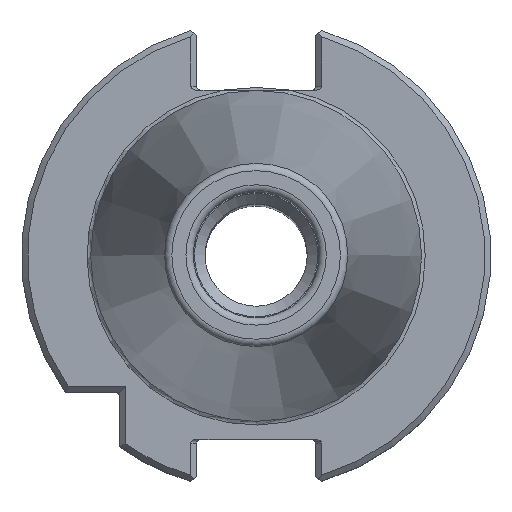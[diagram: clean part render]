
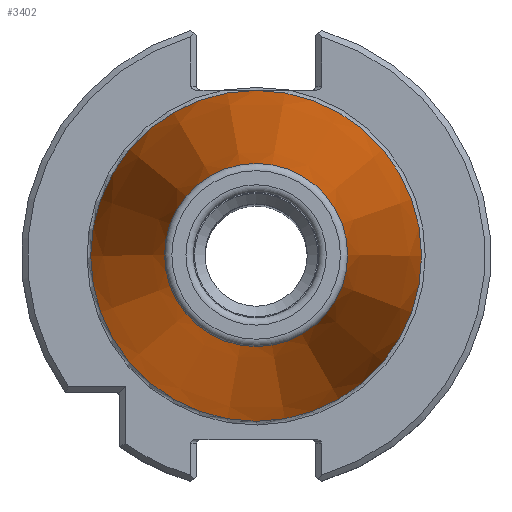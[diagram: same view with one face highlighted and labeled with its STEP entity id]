
A CAD part, top view. The second image highlights one B-rep face of the part: STEP entity #3402.
In plain terms, the highlighted conical face has half-angle 8.297 degrees and reference radius 22.395 mm.
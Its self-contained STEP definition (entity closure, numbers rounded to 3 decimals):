
#361=CONICAL_SURFACE('',#3609,22.395,0.145);
#535=ORIENTED_EDGE('',*,*,#1098,.F.);
#536=ORIENTED_EDGE('',*,*,#1128,.T.);
#1098=EDGE_CURVE('',#1419,#1419,#1649,.T.);
#1128=EDGE_CURVE('',#1441,#1441,#1659,.T.);
#1419=VERTEX_POINT('',#4627);
#1441=VERTEX_POINT('',#4770);
#1649=CIRCLE('',#3589,12.397);
#1659=CIRCLE('',#3610,22.395);
#1808=EDGE_LOOP('',(#535));
#1809=EDGE_LOOP('',(#536));
#2045=FACE_BOUND('',#1808,.T.);
#2046=FACE_BOUND('',#1809,.T.);
#3402=ADVANCED_FACE('',(#2045,#2046),#361,.T.);
#3589=AXIS2_PLACEMENT_3D('',#4626,#3954,#3955);
#3609=AXIS2_PLACEMENT_3D('',#4768,#3994,#3995);
#3610=AXIS2_PLACEMENT_3D('',#4769,#3996,#3997);
#3954=DIRECTION('',(0.,0.,1.));
#3955=DIRECTION('',(1.,0.,0.));
#3994=DIRECTION('',(0.,0.,-1.));
#3995=DIRECTION('',(-1.,0.,0.));
#3996=DIRECTION('',(0.,0.,1.));
#3997=DIRECTION('',(1.,0.,0.));
#4626=CARTESIAN_POINT('',(0.,0.,67.394));
#4627=CARTESIAN_POINT('',(12.397,0.,67.394));
#4768=CARTESIAN_POINT('',(0.,0.,-1.163));
#4769=CARTESIAN_POINT('',(0.,0.,-1.163));
#4770=CARTESIAN_POINT('',(22.395,0.,-1.163));
